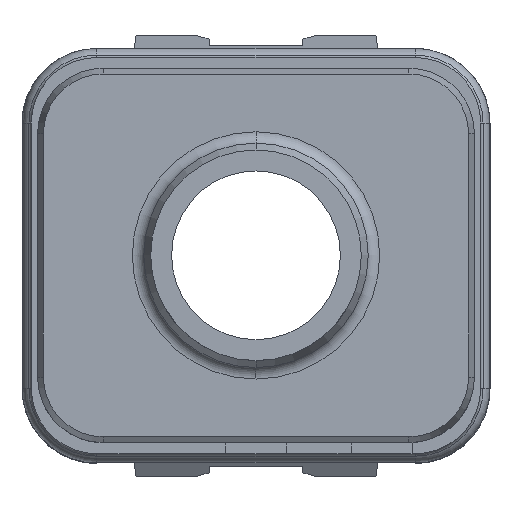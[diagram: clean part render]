
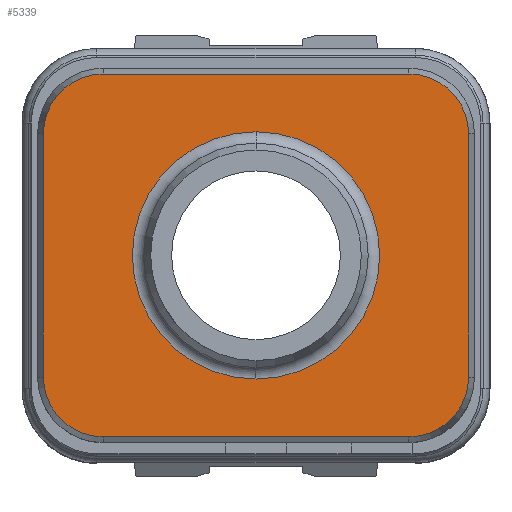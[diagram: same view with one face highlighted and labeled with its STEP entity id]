
A CAD part, top view. The second image highlights one B-rep face of the part: STEP entity #5339.
In plain terms, the highlighted planar face has unit normal (0, 0, 1).
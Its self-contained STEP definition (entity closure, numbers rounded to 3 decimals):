
#214=CARTESIAN_POINT('',(-4.9,3.9,4.18));
#215=DIRECTION('',(0.,0.,-1.));
#216=DIRECTION('',(-1.,0.,0.));
#217=AXIS2_PLACEMENT_3D('',#214,#215,#216);
#219=DIRECTION('',(1.,0.,0.));
#220=VECTOR('',#219,9.8);
#221=CARTESIAN_POINT('',(-4.9,5.812,4.18));
#222=LINE('',#221,#220);
#223=CARTESIAN_POINT('',(4.9,3.9,4.18));
#224=DIRECTION('',(0.,0.,-1.));
#225=DIRECTION('',(0.,1.,0.));
#226=AXIS2_PLACEMENT_3D('',#223,#224,#225);
#228=DIRECTION('',(0.,-1.,0.));
#229=VECTOR('',#228,7.8);
#230=CARTESIAN_POINT('',(6.812,3.9,4.18));
#231=LINE('',#230,#229);
#232=CARTESIAN_POINT('',(4.9,-3.9,4.18));
#233=DIRECTION('',(0.,0.,-1.));
#234=DIRECTION('',(1.,0.,0.));
#235=AXIS2_PLACEMENT_3D('',#232,#233,#234);
#237=DIRECTION('',(-1.,0.,0.));
#238=VECTOR('',#237,9.8);
#239=CARTESIAN_POINT('',(4.9,-5.812,4.18));
#240=LINE('',#239,#238);
#241=CARTESIAN_POINT('',(-4.9,-3.9,4.18));
#242=DIRECTION('',(0.,0.,-1.));
#243=DIRECTION('',(0.,-1.,0.));
#244=AXIS2_PLACEMENT_3D('',#241,#242,#243);
#246=DIRECTION('',(0.,1.,0.));
#247=VECTOR('',#246,7.8);
#248=CARTESIAN_POINT('',(-6.812,-3.9,4.18));
#249=LINE('',#248,#247);
#250=CARTESIAN_POINT('',(0.,0.,4.18));
#251=DIRECTION('',(0.,0.,1.));
#252=DIRECTION('',(0.,-1.,0.));
#253=AXIS2_PLACEMENT_3D('',#250,#251,#252);
#255=CARTESIAN_POINT('',(0.,0.,4.18));
#256=DIRECTION('',(0.,0.,1.));
#257=DIRECTION('',(0.,1.,0.));
#258=AXIS2_PLACEMENT_3D('',#255,#256,#257);
#4125=CARTESIAN_POINT('',(-6.812,3.9,4.18));
#4126=CARTESIAN_POINT('',(-4.9,5.812,4.18));
#4127=VERTEX_POINT('',#4125);
#4128=VERTEX_POINT('',#4126);
#4131=CARTESIAN_POINT('',(4.9,5.812,4.18));
#4132=VERTEX_POINT('',#4131);
#4135=CARTESIAN_POINT('',(6.812,3.9,4.18));
#4136=VERTEX_POINT('',#4135);
#4139=CARTESIAN_POINT('',(6.812,-3.9,4.18));
#4140=VERTEX_POINT('',#4139);
#4143=CARTESIAN_POINT('',(4.9,-5.812,4.18));
#4144=VERTEX_POINT('',#4143);
#4147=CARTESIAN_POINT('',(-4.9,-5.812,
4.18));
#4148=VERTEX_POINT('',#4147);
#4151=CARTESIAN_POINT('',(-6.812,-3.9,4.18));
#4152=VERTEX_POINT('',#4151);
#4784=CARTESIAN_POINT('',(0.,-3.963,4.18));
#4785=CARTESIAN_POINT('',(0.,3.963,4.18));
#4786=VERTEX_POINT('',#4784);
#4787=VERTEX_POINT('',#4785);
#5318=CARTESIAN_POINT('',(0.,0.,4.18));
#5319=DIRECTION('',(0.,0.,-1.));
#5320=DIRECTION('',(1.,0.,0.));
#5321=AXIS2_PLACEMENT_3D('',#5318,#5319,#5320);
#5322=PLANE('',#5321);
#5323=ORIENTED_EDGE('',*,*,#5217,.T.);
#5324=ORIENTED_EDGE('',*,*,#5258,.T.);
#5325=ORIENTED_EDGE('',*,*,#5273,.T.);
#5326=ORIENTED_EDGE('',*,*,#5312,.T.);
#5327=ORIENTED_EDGE('',*,*,#5131,.T.);
#5328=ORIENTED_EDGE('',*,*,#5146,.T.);
#5329=ORIENTED_EDGE('',*,*,#5161,.T.);
#5330=ORIENTED_EDGE('',*,*,#5202,.T.);
#5331=EDGE_LOOP('',(#5323,#5324,#5325,#5326,#5327,#5328,#5329,#5330));
#5332=FACE_OUTER_BOUND('',#5331,.F.);
#5334=ORIENTED_EDGE('',*,*,#5333,.T.);
#5336=ORIENTED_EDGE('',*,*,#5335,.T.);
#5337=EDGE_LOOP('',(#5334,#5336));
#5338=FACE_BOUND('',#5337,.F.);
#5339=ADVANCED_FACE('',(#5332,#5338),#5322,.F.);
#218=CIRCLE('',#217,1.912);
#227=CIRCLE('',#226,1.912);
#236=CIRCLE('',#235,1.912);
#245=CIRCLE('',#244,1.912);
#254=CIRCLE('',#253,3.963);
#259=CIRCLE('',#258,3.963);
#5131=EDGE_CURVE('',#4140,#4144,#236,.T.);
#5146=EDGE_CURVE('',#4144,#4148,#240,.T.);
#5161=EDGE_CURVE('',#4148,#4152,#245,.T.);
#5202=EDGE_CURVE('',#4152,#4127,#249,.T.);
#5217=EDGE_CURVE('',#4127,#4128,#218,.T.);
#5258=EDGE_CURVE('',#4128,#4132,#222,.T.);
#5273=EDGE_CURVE('',#4132,#4136,#227,.T.);
#5312=EDGE_CURVE('',#4136,#4140,#231,.T.);
#5333=EDGE_CURVE('',#4786,#4787,#254,.T.);
#5335=EDGE_CURVE('',#4787,#4786,#259,.T.);
